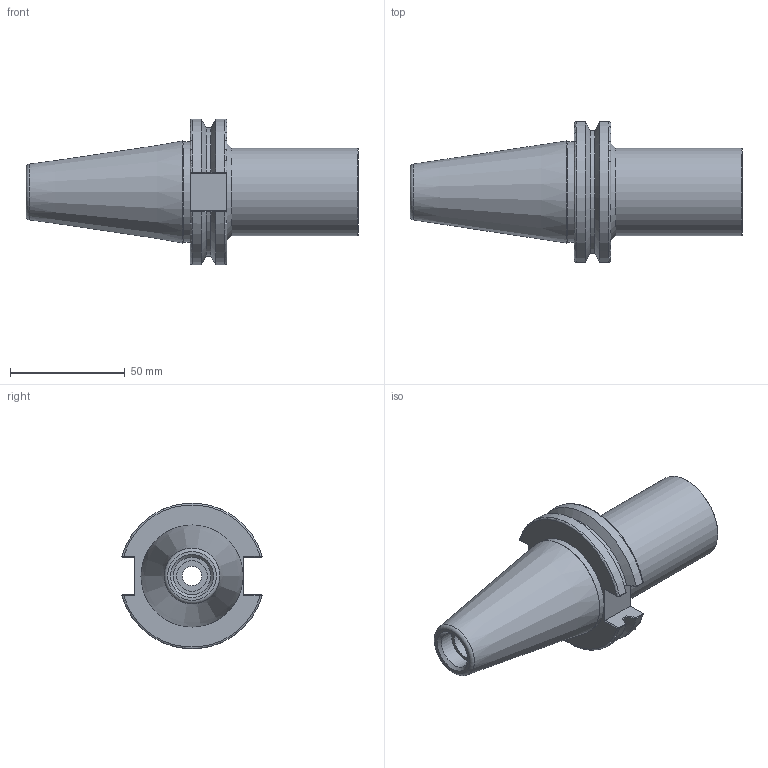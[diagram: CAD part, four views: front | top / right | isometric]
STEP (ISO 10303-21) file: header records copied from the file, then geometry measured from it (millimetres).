
FILE_DESCRIPTION(/* description */ (''),/* implementation_level */ '2;1');
FILE_NAME(/* name */ 'CAT40 SSA1.0-3.0K.step',/* time_stamp */ '2025-08-09T09:40:20-05:00',/* author */ (''),/* organization */ (''),/* preprocessor_version */ 'ST-DEVELOPER v20.1',/* originating_system */ 'Autodesk Translation Framework v14.10.0.0',/* authorisation */ '');
FILE_SCHEMA (('AUTOMOTIVE_DESIGN { 1 0 10303 214 3 1 1 }'));
Length unit declared in the file: inch
Products named in the file (5): CAT40 EM20-63; CAT40 Dual Contact Template; CAT40 Dual Contact 2.69 v1; BT40 EM.750-2.5D; BT40 Standard Template
Assembly tree (4 placements, depth 4):
  CAT40 EM20-63
    CAT40 Dual Contact Template
      CAT40 Dual Contact 2.69 v1
      BT40 EM.750-2.5D
        BT40 Standard Template
Bounding box: 144.53 x 61.14 x 63.26 mm (x, y, z)
Volume: 150582.1 mm3; surface area: 29752.1 mm2
Topology: 1 solids, 1 shells, 90 faces, 229 edges, 146 vertices
Faces by surface type: plane 36, bspline 24, cylinder 13, cone 12, torus 5
Full cylindrical faces by diameter (mm): 8.458 x1, 11.112 x1, 13.386 x1, 16.256 x1, 38.024 x1, 43.688 x1
Entity records: 3790 total; most frequent: CARTESIAN_POINT 1529, ORIENTED_EDGE 456, DIRECTION 379, EDGE_CURVE 228, VERTEX_POINT 146, LINE 127, VECTOR 127, AXIS2_PLACEMENT_3D 126
